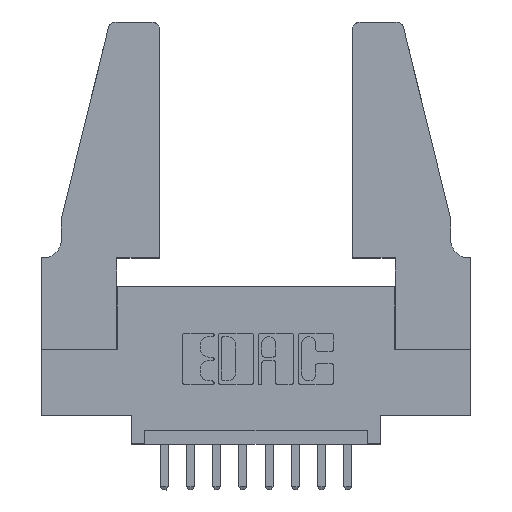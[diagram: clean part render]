
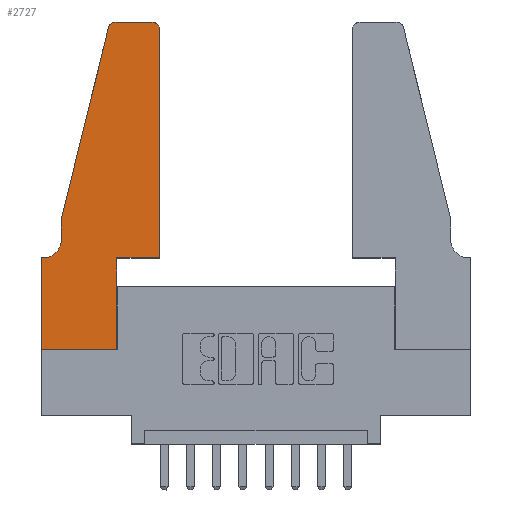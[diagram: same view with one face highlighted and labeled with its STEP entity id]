
A CAD part, top view. The second image highlights one B-rep face of the part: STEP entity #2727.
In plain terms, the highlighted planar face has unit normal (0, 0, 1).
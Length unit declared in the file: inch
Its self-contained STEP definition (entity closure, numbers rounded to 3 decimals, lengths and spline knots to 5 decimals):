
#201 = CARTESIAN_POINT ( 'NONE',  ( 0.4505, 0.35, 0.37 ) ) ;
#280 = ORIENTED_EDGE ( 'NONE', *, *, #10966, .T. ) ;
#327 = EDGE_CURVE ( 'NONE', #4816, #5252, #5801, .T. ) ;
#583 = LINE ( 'NONE', #9221, #9574 ) ;
#610 = EDGE_CURVE ( 'NONE', #2988, #10280, #2029, .T. ) ;
#709 = CARTESIAN_POINT ( 'NONE',  ( 0.4505, 0.35, 0.37 ) ) ;
#830 = VERTEX_POINT ( 'NONE', #8237 ) ;
#831 = FACE_OUTER_BOUND ( 'NONE', #6047, .T. ) ;
#1023 = EDGE_CURVE ( 'NONE', #830, #2116, #583, .T. ) ;
#1070 = EDGE_CURVE ( 'NONE', #8033, #8741, #4210, .T. ) ;
#1248 = ORIENTED_EDGE ( 'NONE', *, *, #10842, .T. ) ;
#1293 = CARTESIAN_POINT ( 'NONE',  ( 0., 0., 0.37 ) ) ;
#1423 = ORIENTED_EDGE ( 'NONE', *, *, #327, .T. ) ;
#1538 = LINE ( 'NONE', #10413, #6729 ) ;
#1849 = CARTESIAN_POINT ( 'NONE',  ( 0.0755, 0.5, 0.37 ) ) ;
#1924 = ORIENTED_EDGE ( 'NONE', *, *, #5439, .T. ) ;
#2011 = VECTOR ( 'NONE', #5850, 39.37008 ) ;
#2029 = LINE ( 'NONE', #7445, #10381 ) ;
#2058 = DIRECTION ( 'NONE',  ( 1., 0., 0. ) ) ;
#2116 = VERTEX_POINT ( 'NONE', #12448 ) ;
#2151 = CARTESIAN_POINT ( 'NONE',  ( 0.284, 1.22, 0.37 ) ) ;
#2361 = VECTOR ( 'NONE', #8342, 39.37008 ) ;
#2602 = CARTESIAN_POINT ( 'NONE',  ( 0., 0.35, 0.37 ) ) ;
#2727 = ADVANCED_FACE ( 'NONE', ( #831 ), #7576, .T. ) ;
#2757 = ORIENTED_EDGE ( 'NONE', *, *, #7323, .T. ) ;
#2988 = VERTEX_POINT ( 'NONE', #6303 ) ;
#3038 = CARTESIAN_POINT ( 'NONE',  ( 0.2865, 0.35, 0.37 ) ) ;
#3158 = ORIENTED_EDGE ( 'NONE', *, *, #5348, .T. ) ;
#3812 = DIRECTION ( 'NONE',  ( 1., 0., 0. ) ) ;
#3902 = VECTOR ( 'NONE', #9026, 39.37008 ) ;
#4210 = LINE ( 'NONE', #8844, #3902 ) ;
#4524 = VERTEX_POINT ( 'NONE', #11424 ) ;
#4560 = DIRECTION ( 'NONE',  ( 0., -1., 0. ) ) ;
#4691 = DIRECTION ( 'NONE',  ( 0., 0., -1. ) ) ;
#4816 = VERTEX_POINT ( 'NONE', #201 ) ;
#5040 = VERTEX_POINT ( 'NONE', #5587 ) ;
#5252 = VERTEX_POINT ( 'NONE', #5882 ) ;
#5339 = DIRECTION ( 'NONE',  ( 0., 1., 0. ) ) ;
#5348 = EDGE_CURVE ( 'NONE', #2116, #5040, #9277, .T. ) ;
#5424 = ORIENTED_EDGE ( 'NONE', *, *, #1023, .T. ) ;
#5439 = EDGE_CURVE ( 'NONE', #10280, #6564, #8333, .T. ) ;
#5587 = CARTESIAN_POINT ( 'NONE',  ( 0.25487, 1.22718, 0.37 ) ) ;
#5801 = LINE ( 'NONE', #8202, #10843 ) ;
#5850 = DIRECTION ( 'NONE',  ( -0.239, -0.971, 0. ) ) ;
#5882 = CARTESIAN_POINT ( 'NONE',  ( 0.4505, 1.22, 0.37 ) ) ;
#6047 = EDGE_LOOP ( 'NONE', ( #5424, #3158, #280, #12650, #1248, #6207, #1924, #2757, #12774, #6169, #1423, #11898 ) ) ;
#6169 = ORIENTED_EDGE ( 'NONE', *, *, #10147, .T. ) ;
#6207 = ORIENTED_EDGE ( 'NONE', *, *, #610, .T. ) ;
#6303 = CARTESIAN_POINT ( 'NONE',  ( 0.0055, 0.35, 0.37 ) ) ;
#6406 = AXIS2_PLACEMENT_3D ( 'NONE', #2151, #12154, #2058 ) ;
#6516 = EDGE_CURVE ( 'NONE', #9288, #4524, #10376, .T. ) ;
#6564 = VERTEX_POINT ( 'NONE', #10622 ) ;
#6729 = VECTOR ( 'NONE', #7392, 39.37008 ) ;
#6788 = VECTOR ( 'NONE', #3812, 39.37008 ) ;
#7198 = VECTOR ( 'NONE', #4560, 39.37008 ) ;
#7323 = EDGE_CURVE ( 'NONE', #6564, #8033, #1538, .T. ) ;
#7361 = EDGE_CURVE ( 'NONE', #5252, #830, #10686, .T. ) ;
#7392 = DIRECTION ( 'NONE',  ( 1., 0., 0. ) ) ;
#7440 = DIRECTION ( 'NONE',  ( 0., 0., 1. ) ) ;
#7445 = CARTESIAN_POINT ( 'NONE',  ( 0.0755, 0.35, 0.37 ) ) ;
#7477 = CARTESIAN_POINT ( 'NONE',  ( 0.2865, 0., 0.37 ) ) ;
#7558 = AXIS2_PLACEMENT_3D ( 'NONE', #2602, #10646, #9916 ) ;
#7576 = PLANE ( 'NONE',  #7558 ) ;
#7696 = DIRECTION ( 'NONE',  ( -1., 0., 0. ) ) ;
#8033 = VERTEX_POINT ( 'NONE', #7477 ) ;
#8202 = CARTESIAN_POINT ( 'NONE',  ( 0.4505, 0.35, 0.37 ) ) ;
#8237 = CARTESIAN_POINT ( 'NONE',  ( 0.4205, 1.25, 0.37 ) ) ;
#8333 = LINE ( 'NONE', #1293, #2361 ) ;
#8342 = DIRECTION ( 'NONE',  ( 0., -1., 0. ) ) ;
#8632 = CARTESIAN_POINT ( 'NONE',  ( 0.0055, 0.42, 0.37 ) ) ;
#8741 = VERTEX_POINT ( 'NONE', #3038 ) ;
#8844 = CARTESIAN_POINT ( 'NONE',  ( 0.2865, 0.35, 0.37 ) ) ;
#9026 = DIRECTION ( 'NONE',  ( 0., 1., 0. ) ) ;
#9221 = CARTESIAN_POINT ( 'NONE',  ( 0.2605, 1.25, 0.37 ) ) ;
#9277 = CIRCLE ( 'NONE', #6406, 0.03 ) ;
#9288 = VERTEX_POINT ( 'NONE', #9805 ) ;
#9574 = VECTOR ( 'NONE', #10151, 39.37008 ) ;
#9579 = LINE ( 'NONE', #1849, #2011 ) ;
#9700 = CIRCLE ( 'NONE', #10833, 0.07 ) ;
#9805 = CARTESIAN_POINT ( 'NONE',  ( 0.0755, 0.5, 0.37 ) ) ;
#9916 = DIRECTION ( 'NONE',  ( 1., 0., 0. ) ) ;
#10147 = EDGE_CURVE ( 'NONE', #8741, #4816, #11987, .T. ) ;
#10151 = DIRECTION ( 'NONE',  ( -1., 0., 0. ) ) ;
#10203 = CARTESIAN_POINT ( 'NONE',  ( 0.4205, 1.22, 0.37 ) ) ;
#10280 = VERTEX_POINT ( 'NONE', #10930 ) ;
#10376 = LINE ( 'NONE', #11454, #7198 ) ;
#10381 = VECTOR ( 'NONE', #12419, 39.37008 ) ;
#10413 = CARTESIAN_POINT ( 'NONE',  ( 0., 0., 0.37 ) ) ;
#10622 = CARTESIAN_POINT ( 'NONE',  ( 0., 0., 0.37 ) ) ;
#10646 = DIRECTION ( 'NONE',  ( 0., 0., 1. ) ) ;
#10686 = CIRCLE ( 'NONE', #12234, 0.03 ) ;
#10818 = DIRECTION ( 'NONE',  ( 1., 0., 0. ) ) ;
#10833 = AXIS2_PLACEMENT_3D ( 'NONE', #8632, #4691, #7696 ) ;
#10842 = EDGE_CURVE ( 'NONE', #4524, #2988, #9700, .T. ) ;
#10843 = VECTOR ( 'NONE', #5339, 39.37008 ) ;
#10930 = CARTESIAN_POINT ( 'NONE',  ( 0., 0.35, 0.37 ) ) ;
#10966 = EDGE_CURVE ( 'NONE', #5040, #9288, #9579, .T. ) ;
#11424 = CARTESIAN_POINT ( 'NONE',  ( 0.0755, 0.42, 0.37 ) ) ;
#11454 = CARTESIAN_POINT ( 'NONE',  ( 0.0755, 0.5, 0.37 ) ) ;
#11898 = ORIENTED_EDGE ( 'NONE', *, *, #7361, .T. ) ;
#11987 = LINE ( 'NONE', #709, #6788 ) ;
#12154 = DIRECTION ( 'NONE',  ( 0., 0., 1. ) ) ;
#12234 = AXIS2_PLACEMENT_3D ( 'NONE', #10203, #7440, #10818 ) ;
#12419 = DIRECTION ( 'NONE',  ( -1., 0., 0. ) ) ;
#12448 = CARTESIAN_POINT ( 'NONE',  ( 0.284, 1.25, 0.37 ) ) ;
#12650 = ORIENTED_EDGE ( 'NONE', *, *, #6516, .T. ) ;
#12774 = ORIENTED_EDGE ( 'NONE', *, *, #1070, .T. ) ;
